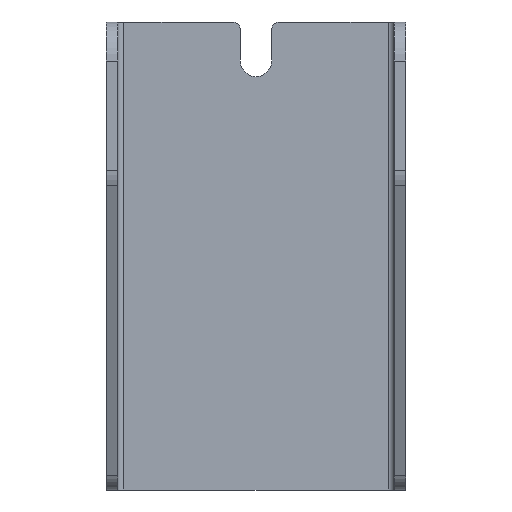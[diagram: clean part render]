
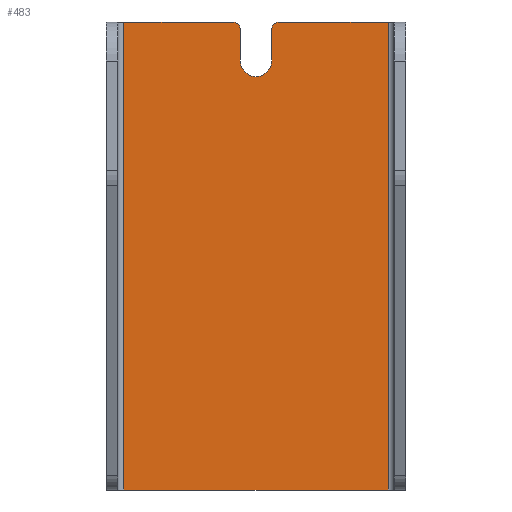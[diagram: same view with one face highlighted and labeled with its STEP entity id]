
A CAD part, front view. The second image highlights one B-rep face of the part: STEP entity #483.
In plain terms, the highlighted planar face has unit normal (0, -1, 0).
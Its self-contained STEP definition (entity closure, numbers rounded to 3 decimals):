
#22 = ORIENTED_EDGE ( 'NONE', *, *, #302, .F. ) ;
#29 = VECTOR ( 'NONE', #111, 1000. ) ;
#35 = VECTOR ( 'NONE', #112, 1000. ) ;
#37 = ORIENTED_EDGE ( 'NONE', *, *, #249, .T. ) ;
#41 = CARTESIAN_POINT ( 'NONE',  ( 2., -1.5, 55. ) ) ;
#44 = EDGE_CURVE ( 'NONE', #673, #319, #1071, .T. ) ;
#55 = VECTOR ( 'NONE', #104, 1000. ) ;
#62 = LINE ( 'NONE', #434, #77 ) ;
#73 = DIRECTION ( 'NONE',  ( 0., 0., 1. ) ) ;
#76 = LINE ( 'NONE', #451, #1214 ) ;
#77 = VECTOR ( 'NONE', #1106, 1000. ) ;
#84 = VERTEX_POINT ( 'NONE', #1075 ) ;
#99 = ORIENTED_EDGE ( 'NONE', *, *, #1107, .T. ) ;
#104 = DIRECTION ( 'NONE',  ( 0., 0., 1. ) ) ;
#107 = DIRECTION ( 'NONE',  ( 0., 1., 0. ) ) ;
#111 = DIRECTION ( 'NONE',  ( -1., 0., 0. ) ) ;
#112 = DIRECTION ( 'NONE',  ( 1., 0., 0. ) ) ;
#123 = CARTESIAN_POINT ( 'NONE',  ( 2., -1.5, 59. ) ) ;
#125 = LINE ( 'NONE', #1066, #35 ) ;
#149 = EDGE_CURVE ( 'NONE', #1036, #165, #613, .T. ) ;
#152 = CARTESIAN_POINT ( 'NONE',  ( 0., -1.5, 55. ) ) ;
#165 = VERTEX_POINT ( 'NONE', #123 ) ;
#217 = ORIENTED_EDGE ( 'NONE', *, *, #149, .F. ) ;
#228 = DIRECTION ( 'NONE',  ( 0., -1., 0. ) ) ;
#231 = DIRECTION ( 'NONE',  ( 0., 0., 1. ) ) ;
#245 = ORIENTED_EDGE ( 'NONE', *, *, #606, .F. ) ;
#249 = EDGE_CURVE ( 'NONE', #84, #165, #943, .T. ) ;
#284 = VERTEX_POINT ( 'NONE', #832 ) ;
#302 = EDGE_CURVE ( 'NONE', #600, #846, #76, .T. ) ;
#319 = VERTEX_POINT ( 'NONE', #1008 ) ;
#325 = CARTESIAN_POINT ( 'NONE',  ( -2., -1.5, 55. ) ) ;
#341 = CARTESIAN_POINT ( 'NONE',  ( 16.963, -1.5, 0. ) ) ;
#344 = AXIS2_PLACEMENT_3D ( 'NONE', #849, #107, #392 ) ;
#351 = CARTESIAN_POINT ( 'NONE',  ( -16.963, -1.5, 0. ) ) ;
#369 = CARTESIAN_POINT ( 'NONE',  ( -16.963, -1.5, 60. ) ) ;
#392 = DIRECTION ( 'NONE',  ( 0., 0., 1. ) ) ;
#421 = DIRECTION ( 'NONE',  ( 0., 0., 1. ) ) ;
#434 = CARTESIAN_POINT ( 'NONE',  ( -17.7, -1.5, 60. ) ) ;
#437 = LINE ( 'NONE', #341, #55 ) ;
#450 = DIRECTION ( 'NONE',  ( 0., -1., 0. ) ) ;
#451 = CARTESIAN_POINT ( 'NONE',  ( -2., -1.5, 55. ) ) ;
#472 = EDGE_LOOP ( 'NONE', ( #22, #99, #686, #1160, #918, #486, #580, #37, #217, #245 ) ) ;
#483 = ADVANCED_FACE ( 'NONE', ( #665 ), #959, .F. ) ;
#486 = ORIENTED_EDGE ( 'NONE', *, *, #704, .T. ) ;
#506 = CIRCLE ( 'NONE', #767, 1. ) ;
#580 = ORIENTED_EDGE ( 'NONE', *, *, #1072, .F. ) ;
#581 = CIRCLE ( 'NONE', #948, 2. ) ;
#600 = VERTEX_POINT ( 'NONE', #747 ) ;
#606 = EDGE_CURVE ( 'NONE', #846, #1036, #581, .T. ) ;
#613 = LINE ( 'NONE', #41, #1195 ) ;
#665 = FACE_OUTER_BOUND ( 'NONE', #472, .T. ) ;
#673 = VERTEX_POINT ( 'NONE', #1011 ) ;
#686 = ORIENTED_EDGE ( 'NONE', *, *, #891, .F. ) ;
#704 = EDGE_CURVE ( 'NONE', #673, #1150, #437, .T. ) ;
#719 = CARTESIAN_POINT ( 'NONE',  ( 2., -1.5, 55. ) ) ;
#725 = DIRECTION ( 'NONE',  ( 0., 0., 1. ) ) ;
#731 = DIRECTION ( 'NONE',  ( 0., -1., 0. ) ) ;
#747 = CARTESIAN_POINT ( 'NONE',  ( -2., -1.5, 59. ) ) ;
#767 = AXIS2_PLACEMENT_3D ( 'NONE', #924, #450, #830 ) ;
#830 = DIRECTION ( 'NONE',  ( 0., 0., 1. ) ) ;
#832 = CARTESIAN_POINT ( 'NONE',  ( -3., -1.5, 60. ) ) ;
#846 = VERTEX_POINT ( 'NONE', #325 ) ;
#849 = CARTESIAN_POINT ( 'NONE',  ( 0., -1.5, 0. ) ) ;
#853 = CARTESIAN_POINT ( 'NONE',  ( 0., -1.5, 0. ) ) ;
#884 = AXIS2_PLACEMENT_3D ( 'NONE', #994, #228, #421 ) ;
#891 = EDGE_CURVE ( 'NONE', #970, #284, #125, .T. ) ;
#918 = ORIENTED_EDGE ( 'NONE', *, *, #44, .F. ) ;
#924 = CARTESIAN_POINT ( 'NONE',  ( -3., -1.5, 59. ) ) ;
#931 = LINE ( 'NONE', #351, #1152 ) ;
#943 = CIRCLE ( 'NONE', #884, 1. ) ;
#948 = AXIS2_PLACEMENT_3D ( 'NONE', #152, #731, #73 ) ;
#959 = PLANE ( 'NONE',  #344 ) ;
#970 = VERTEX_POINT ( 'NONE', #369 ) ;
#994 = CARTESIAN_POINT ( 'NONE',  ( 3., -1.5, 59. ) ) ;
#1008 = CARTESIAN_POINT ( 'NONE',  ( -16.963, -1.5, 0. ) ) ;
#1011 = CARTESIAN_POINT ( 'NONE',  ( 16.963, -1.5, 0. ) ) ;
#1036 = VERTEX_POINT ( 'NONE', #719 ) ;
#1066 = CARTESIAN_POINT ( 'NONE',  ( -17.7, -1.5, 60. ) ) ;
#1071 = LINE ( 'NONE', #853, #29 ) ;
#1072 = EDGE_CURVE ( 'NONE', #84, #1150, #62, .T. ) ;
#1075 = CARTESIAN_POINT ( 'NONE',  ( 3., -1.5, 60. ) ) ;
#1097 = EDGE_CURVE ( 'NONE', #319, #970, #931, .T. ) ;
#1106 = DIRECTION ( 'NONE',  ( 1., 0., 0. ) ) ;
#1107 = EDGE_CURVE ( 'NONE', #600, #284, #506, .T. ) ;
#1137 = CARTESIAN_POINT ( 'NONE',  ( 16.963, -1.5, 60. ) ) ;
#1150 = VERTEX_POINT ( 'NONE', #1137 ) ;
#1152 = VECTOR ( 'NONE', #725, 1000. ) ;
#1160 = ORIENTED_EDGE ( 'NONE', *, *, #1097, .F. ) ;
#1195 = VECTOR ( 'NONE', #231, 1000. ) ;
#1210 = DIRECTION ( 'NONE',  ( 0., 0., -1. ) ) ;
#1214 = VECTOR ( 'NONE', #1210, 1000. ) ;
